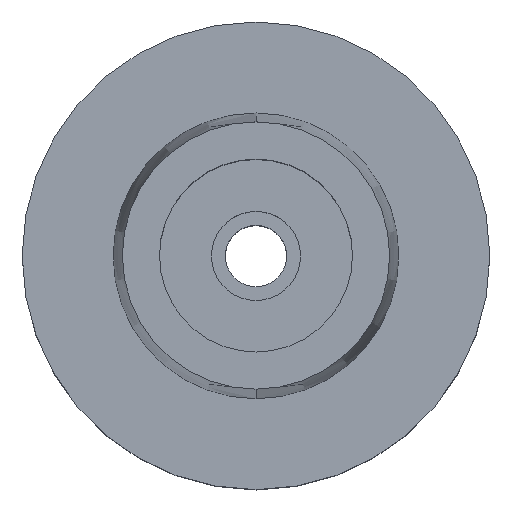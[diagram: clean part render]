
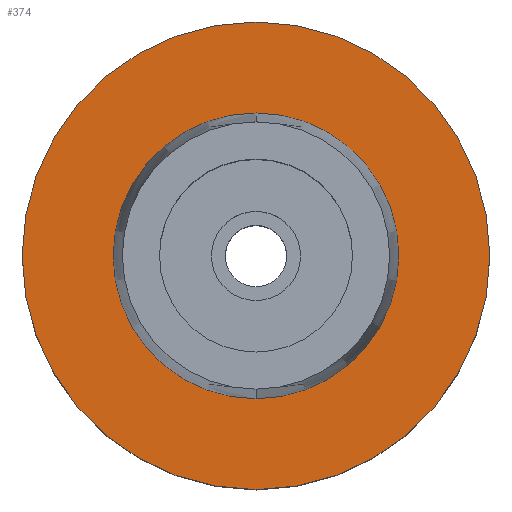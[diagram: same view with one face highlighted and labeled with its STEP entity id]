
A CAD part, top view. The second image highlights one B-rep face of the part: STEP entity #374.
In plain terms, the highlighted planar face has unit normal (0, 0, 1).
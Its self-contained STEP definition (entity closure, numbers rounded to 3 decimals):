
#163 = DIRECTION ( 'NONE',  ( 1., 0., 0. ) ) ;
#242 = CARTESIAN_POINT ( 'NONE',  ( 0., 0., 0. ) ) ;
#374 = ADVANCED_FACE ( 'NONE', ( #2024, #2464 ), #1995, .T. ) ;
#451 = CIRCLE ( 'NONE', #1334, 19.25 ) ;
#503 = VERTEX_POINT ( 'NONE', #1584 ) ;
#611 = VERTEX_POINT ( 'NONE', #1038 ) ;
#643 = AXIS2_PLACEMENT_3D ( 'NONE', #1949, #2179, #1316 ) ;
#718 = ORIENTED_EDGE ( 'NONE', *, *, #769, .F. ) ;
#750 = VERTEX_POINT ( 'NONE', #1359 ) ;
#769 = EDGE_CURVE ( 'NONE', #750, #503, #835, .T. ) ;
#791 = AXIS2_PLACEMENT_3D ( 'NONE', #1331, #1046, #163 ) ;
#802 = DIRECTION ( 'NONE',  ( 0., -1., 0. ) ) ;
#835 = CIRCLE ( 'NONE', #2457, 31.5 ) ;
#1038 = CARTESIAN_POINT ( 'NONE',  ( 0., 19.25, 0. ) ) ;
#1044 = DIRECTION ( 'NONE',  ( 0., 0., 1. ) ) ;
#1046 = DIRECTION ( 'NONE',  ( 0., 0., 1. ) ) ;
#1112 = DIRECTION ( 'NONE',  ( 0., 0., -1. ) ) ;
#1285 = CARTESIAN_POINT ( 'NONE',  ( 0., 0., 0. ) ) ;
#1316 = DIRECTION ( 'NONE',  ( 0., 1., 0. ) ) ;
#1331 = CARTESIAN_POINT ( 'NONE',  ( 0., 0., 0. ) ) ;
#1334 = AXIS2_PLACEMENT_3D ( 'NONE', #1285, #2159, #2841 ) ;
#1345 = ORIENTED_EDGE ( 'NONE', *, *, #2349, .F. ) ;
#1359 = CARTESIAN_POINT ( 'NONE',  ( 0., -31.5, 0. ) ) ;
#1436 = CARTESIAN_POINT ( 'NONE',  ( 0., -19.25, 0. ) ) ;
#1455 = CARTESIAN_POINT ( 'NONE',  ( 0., 0., 0. ) ) ;
#1541 = DIRECTION ( 'NONE',  ( 0., -1., 0. ) ) ;
#1584 = CARTESIAN_POINT ( 'NONE',  ( 0., 31.5, 0. ) ) ;
#1613 = CIRCLE ( 'NONE', #643, 31.5 ) ;
#1722 = ORIENTED_EDGE ( 'NONE', *, *, #2433, .F. ) ;
#1878 = EDGE_LOOP ( 'NONE', ( #1722, #718 ) ) ;
#1949 = CARTESIAN_POINT ( 'NONE',  ( 0., 0., 0. ) ) ;
#1995 = PLANE ( 'NONE',  #791 ) ;
#2024 = FACE_OUTER_BOUND ( 'NONE', #1878, .T. ) ;
#2029 = CIRCLE ( 'NONE', #2160, 19.25 ) ;
#2060 = ORIENTED_EDGE ( 'NONE', *, *, #2731, .F. ) ;
#2159 = DIRECTION ( 'NONE',  ( 0., 0., 1. ) ) ;
#2160 = AXIS2_PLACEMENT_3D ( 'NONE', #1455, #1044, #802 ) ;
#2179 = DIRECTION ( 'NONE',  ( 0., 0., -1. ) ) ;
#2202 = VERTEX_POINT ( 'NONE', #1436 ) ;
#2349 = EDGE_CURVE ( 'NONE', #611, #2202, #451, .T. ) ;
#2433 = EDGE_CURVE ( 'NONE', #503, #750, #1613, .T. ) ;
#2457 = AXIS2_PLACEMENT_3D ( 'NONE', #242, #1112, #1541 ) ;
#2464 = FACE_BOUND ( 'NONE', #2810, .T. ) ;
#2731 = EDGE_CURVE ( 'NONE', #2202, #611, #2029, .T. ) ;
#2810 = EDGE_LOOP ( 'NONE', ( #1345, #2060 ) ) ;
#2841 = DIRECTION ( 'NONE',  ( 0., 1., 0. ) ) ;
